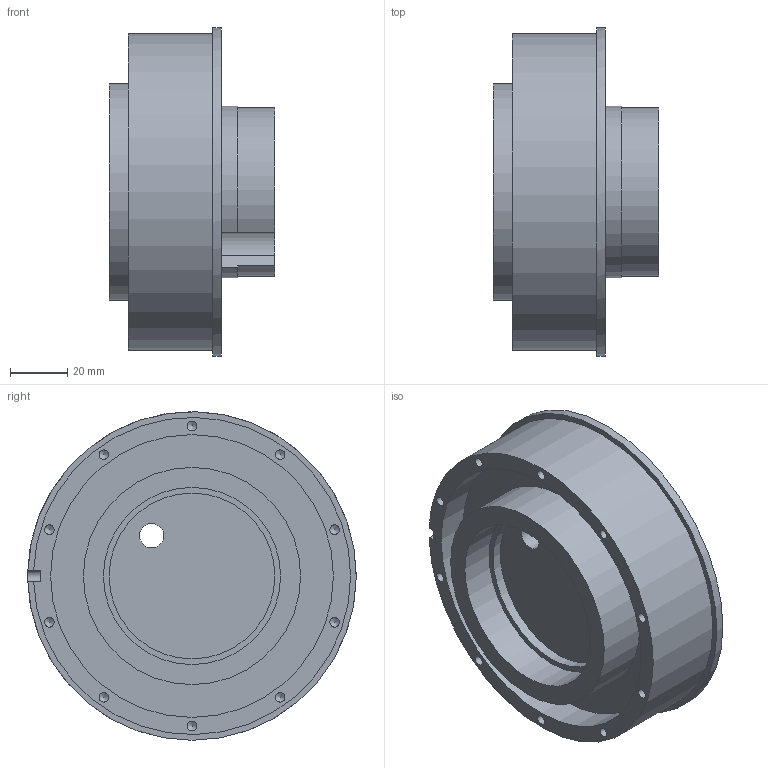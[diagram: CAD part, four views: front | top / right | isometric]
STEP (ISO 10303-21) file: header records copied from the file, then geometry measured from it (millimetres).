
FILE_DESCRIPTION(/* description */ (''),/* implementation_level */ '2;1');
FILE_NAME(/* name */ 'centre stator 29,5 mm v4.step',/* time_stamp */ '2023-11-24T11:04:23+01:00',/* author */ (''),/* organization */ (''),/* preprocessor_version */ 'ST-DEVELOPER v20',/* originating_system */ 'Autodesk Translation Framework v12.14.0.127',/* authorisation */ '');
FILE_SCHEMA (('AUTOMOTIVE_DESIGN { 1 0 10303 214 3 1 1 }'));
Length unit declared in the file: millimetre
Products named in the file (1): centre stator 29,5 mm
Bounding box: 58 x 115 x 115 mm (x, y, z)
Volume: 240107 mm3; surface area: 57989.9 mm2
Topology: 1 solids, 1 shells, 62 faces, 144 edges, 91 vertices
Faces by surface type: cylinder 29, plane 17, cone 16
Full cylindrical faces by diameter (mm): 3.332 x10, 6.779 x4, 8.526 x2, 12 x1, 58 x1, 62 x1, 76 x1, 99 x2, 115 x1
Entity records: 1745 total; most frequent: DIRECTION 314, CARTESIAN_POINT 300, ORIENTED_EDGE 258, EDGE_CURVE 129, AXIS2_PLACEMENT_3D 123, VERTEX_POINT 91, EDGE_LOOP 86, LINE 68
